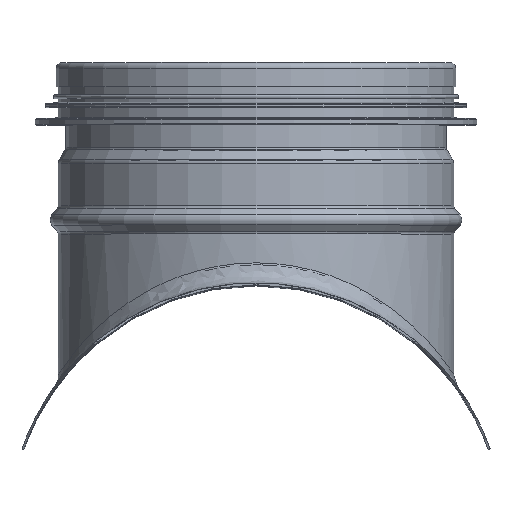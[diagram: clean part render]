
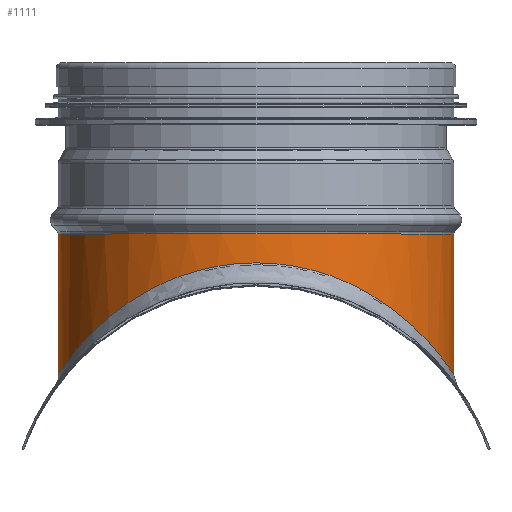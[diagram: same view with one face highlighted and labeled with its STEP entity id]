
A CAD part, top view. The second image highlights one B-rep face of the part: STEP entity #1111.
In plain terms, the highlighted cylindrical face has radius 49.025 mm (diameter 98.05 mm), a full revolution.
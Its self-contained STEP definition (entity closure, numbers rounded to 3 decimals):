
#793=CARTESIAN_POINT('',(-0.001,66.525,-49.025));
#794=VERTEX_POINT('',#793);
#802=CARTESIAN_POINT('',(-0.001,66.526,-49.026));
#803=CARTESIAN_POINT('',(3.896,66.526,-49.026));
#804=CARTESIAN_POINT('',(11.689,65.674,-48.079));
#805=CARTESIAN_POINT('',(22.334,62.176,-44.107));
#806=CARTESIAN_POINT('',(31.397,57.143,-38.148));
#807=CARTESIAN_POINT('',(39.538,50.674,-29.817));
#808=CARTESIAN_POINT('',(44.847,44.707,-20.782));
#809=CARTESIAN_POINT('',(47.852,40.596,-11.51));
#810=CARTESIAN_POINT('',(49.073,38.749,-3.937));
#811=CARTESIAN_POINT('',(49.079,38.735,3.933));
#812=CARTESIAN_POINT('',(47.433,41.241,14.039));
#813=CARTESIAN_POINT('',(42.873,47.276,25.091));
#814=CARTESIAN_POINT('',(34.26,55.33,35.98));
#815=CARTESIAN_POINT('',(22.552,62.37,44.361));
#816=CARTESIAN_POINT('',(7.97,66.701,49.224));
#817=CARTESIAN_POINT('',(-7.971,66.699,49.222));
#818=CARTESIAN_POINT('',(-22.552,62.371,44.361));
#819=CARTESIAN_POINT('',(-34.259,55.331,35.981));
#820=CARTESIAN_POINT('',(-42.874,47.274,25.089));
#821=CARTESIAN_POINT('',(-47.433,41.24,14.04));
#822=CARTESIAN_POINT('',(-49.079,38.736,3.935));
#823=CARTESIAN_POINT('',(-49.073,38.748,-3.935));
#824=CARTESIAN_POINT('',(-47.854,40.595,-11.506));
#825=CARTESIAN_POINT('',(-44.844,44.707,-20.786));
#826=CARTESIAN_POINT('',(-37.781,52.659,-32.811));
#827=CARTESIAN_POINT('',(-27.275,60.035,-41.606));
#828=CARTESIAN_POINT('',(-17.011,63.926,-46.097));
#829=CARTESIAN_POINT('',(-9.742,65.886,-48.314));
#830=CARTESIAN_POINT('',(-3.897,66.526,-49.025));
#831=CARTESIAN_POINT('',(-0.001,66.526,-49.026));
#832=B_SPLINE_CURVE_WITH_KNOTS('',3,(#802,#803,#804,#805,#806,#807,#808,#809,#810,#811,#812,#813,#814,#815,#816,#817,#818,#819,#820,#821,#822,#823,#824,#825,#826,#827,#828,#829,#830,#831),.UNSPECIFIED.,.T.,.U.,(4,1,1,1,1,1,1,1,1,1,1,1,1,1,1,1,1,1,1,1,1,1,1,1,1,1,1,4),(18.039,19.328,20.616,21.905,23.193,24.911,25.77,26.629,27.488,28.347,30.065,31.783,33.501,35.219,36.937,38.655,40.373,42.091,43.809,44.668,45.527,46.386,47.245,48.964,51.541,52.185,52.829,54.118),.UNSPECIFIED.);
#833=EDGE_CURVE('',#794,#794,#832,.T.);
#1092=CARTESIAN_POINT('',(0.,55.45,0.0));
#1093=DIRECTION('',(0.,1.0,0.0));
#1094=DIRECTION('',(-1.0,0.0,0.0));
#1095=AXIS2_PLACEMENT_3D('',#1092,#1093,#1094);
#1096=CYLINDRICAL_SURFACE('',#1095,49.025);
#1097=CARTESIAN_POINT('',(-49.025,73.7,0.0));
#1098=VERTEX_POINT('',#1097);
#1099=CARTESIAN_POINT('',(0.,73.7,0.0));
#1100=DIRECTION('',(0.0,1.0,0.0));
#1101=DIRECTION('',(-1.0,0.0,0.0));
#1102=AXIS2_PLACEMENT_3D('',#1099,#1100,#1101);
#1103=CIRCLE('',#1102,49.025);
#1104=EDGE_CURVE('',#1098,#1098,#1103,.T.);
#1105=ORIENTED_EDGE('',*,*,#1104,.F.);
#1106=EDGE_LOOP('',(#1105));
#1107=FACE_OUTER_BOUND('',#1106,.T.);
#1108=ORIENTED_EDGE('',*,*,#833,.F.);
#1109=EDGE_LOOP('',(#1108));
#1110=FACE_BOUND('',#1109,.T.);
#1111=ADVANCED_FACE('',(#1107,#1110),#1096,.T.);
